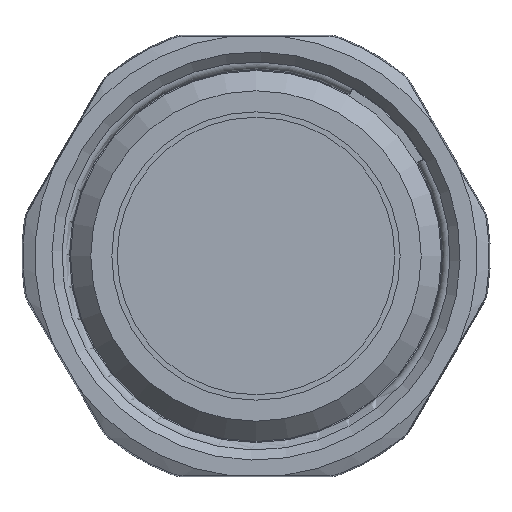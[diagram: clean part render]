
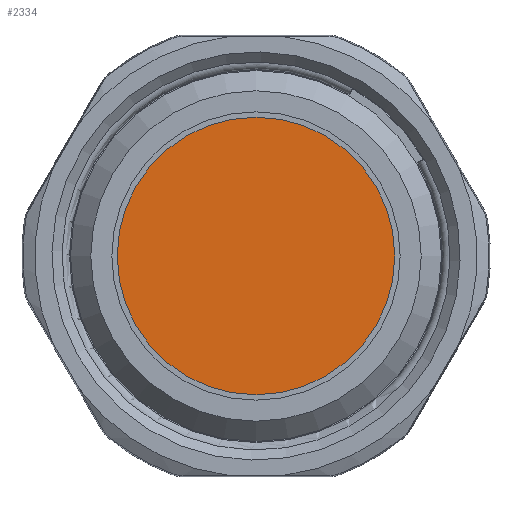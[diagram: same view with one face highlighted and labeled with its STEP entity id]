
A CAD part, front view. The second image highlights one B-rep face of the part: STEP entity #2334.
In plain terms, the highlighted planar face has unit normal (0, -1, 0).
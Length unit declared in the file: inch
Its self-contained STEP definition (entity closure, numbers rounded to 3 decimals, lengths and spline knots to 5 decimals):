
#445=FACE_OUTER_BOUND('',#590,.T.);
#590=EDGE_LOOP('',(#1454));
#755=CIRCLE('',#2508,1.40945);
#887=VERTEX_POINT('',#3391);
#1111=EDGE_CURVE('',#887,#887,#755,.T.);
#1454=ORIENTED_EDGE('',*,*,#1111,.F.);
#2140=PLANE('',#2507);
#2334=ADVANCED_FACE('',(#445),#2140,.F.);
#2507=AXIS2_PLACEMENT_3D('',#3390,#2772,#2773);
#2508=AXIS2_PLACEMENT_3D('',#3392,#2774,#2775);
#2772=DIRECTION('center_axis',(0.,1.,0.));
#2773=DIRECTION('ref_axis',(1.,0.,0.));
#2774=DIRECTION('center_axis',(0.,1.,0.));
#2775=DIRECTION('ref_axis',(0.,0.,-1.));
#3390=CARTESIAN_POINT('Origin',(0.,0.,1.40945));
#3391=CARTESIAN_POINT('',(0.,0.,-1.40945));
#3392=CARTESIAN_POINT('Origin',(0.,0.,0.));
